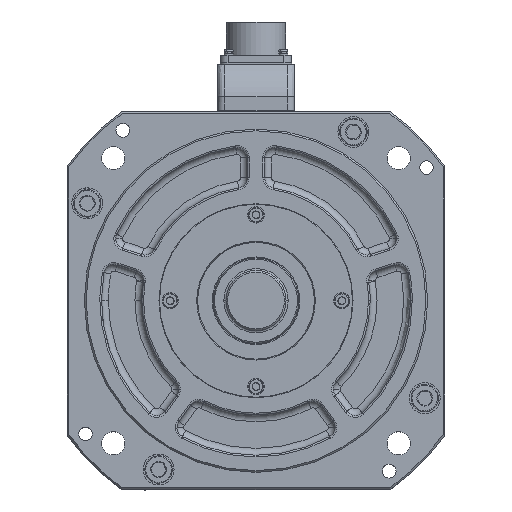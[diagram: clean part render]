
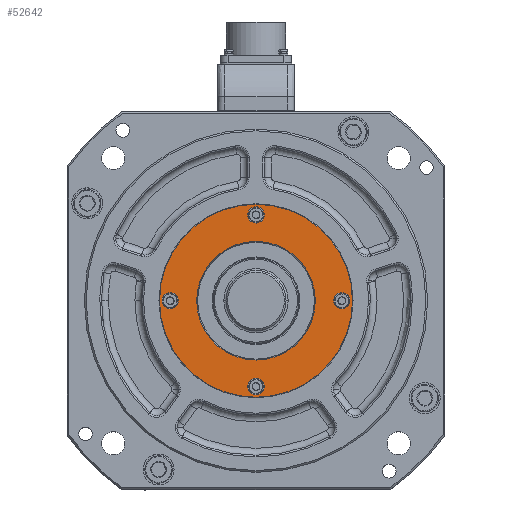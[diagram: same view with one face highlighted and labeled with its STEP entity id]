
A CAD part, top view. The second image highlights one B-rep face of the part: STEP entity #52642.
In plain terms, the highlighted planar face has unit normal (0, 0, 1).
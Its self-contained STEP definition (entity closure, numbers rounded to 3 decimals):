
#515 = DIRECTION ( 'NONE',  ( -1., 0., 0. ) ) ;
#517 = FACE_OUTER_BOUND ( 'NONE', #101415, .T. ) ;
#529 = FACE_BOUND ( 'NONE', #101445, .T. ) ;
#539 = FACE_BOUND ( 'NONE', #101341, .T. ) ;
#549 = CARTESIAN_POINT ( 'NONE',  ( 0., 34.546, 24. ) ) ;
#560 = PLANE ( 'NONE',  #101874 ) ;
#562 = FACE_BOUND ( 'NONE', #101355, .T. ) ;
#571 = DIRECTION ( 'NONE',  ( 0., 0., -1. ) ) ;
#582 = FACE_BOUND ( 'NONE', #101339, .T. ) ;
#586 = FACE_BOUND ( 'NONE', #101456, .T. ) ;
#5021 = VERTEX_POINT ( 'NONE', #50344 ) ;
#5041 = VERTEX_POINT ( 'NONE', #50468 ) ;
#5058 = VERTEX_POINT ( 'NONE', #50401 ) ;
#5088 = VERTEX_POINT ( 'NONE', #50452 ) ;
#5094 = VERTEX_POINT ( 'NONE', #50411 ) ;
#5153 = VERTEX_POINT ( 'NONE', #50526 ) ;
#5158 = VERTEX_POINT ( 'NONE', #50498 ) ;
#5176 = VERTEX_POINT ( 'NONE', #50509 ) ;
#5185 = VERTEX_POINT ( 'NONE', #50512 ) ;
#5220 = VERTEX_POINT ( 'NONE', #50547 ) ;
#5242 = VERTEX_POINT ( 'NONE', #50604 ) ;
#5294 = VERTEX_POINT ( 'NONE', #50611 ) ;
#47037 = DIRECTION ( 'NONE',  ( 1., 0., 0. ) ) ;
#47043 = CARTESIAN_POINT ( 'NONE',  ( 0., 0., 24. ) ) ;
#47066 = CARTESIAN_POINT ( 'NONE',  ( 0., -50., 24. ) ) ;
#47075 = DIRECTION ( 'NONE',  ( 0., 0., 1. ) ) ;
#47083 = DIRECTION ( 'NONE',  ( 0., 0., 1. ) ) ;
#47096 = DIRECTION ( 'NONE',  ( 1., 0., 0. ) ) ;
#47159 = DIRECTION ( 'NONE',  ( 1., 0., 0. ) ) ;
#47170 = CARTESIAN_POINT ( 'NONE',  ( 0., 50., 24. ) ) ;
#47173 = CARTESIAN_POINT ( 'NONE',  ( 0., 50., 24. ) ) ;
#47175 = DIRECTION ( 'NONE',  ( 0., 0., 1. ) ) ;
#47177 = DIRECTION ( 'NONE',  ( 0., 0., 1. ) ) ;
#47182 = DIRECTION ( 'NONE',  ( 1., 0., 0. ) ) ;
#47185 = CARTESIAN_POINT ( 'NONE',  ( 0., 0., 24. ) ) ;
#47186 = DIRECTION ( 'NONE',  ( 0., 0., 1. ) ) ;
#47215 = DIRECTION ( 'NONE',  ( 1., 0., 0. ) ) ;
#50344 = CARTESIAN_POINT ( 'NONE',  ( 45.25, 0., 24. ) ) ;
#50401 = CARTESIAN_POINT ( 'NONE',  ( -4.75, -50., 24. ) ) ;
#50411 = CARTESIAN_POINT ( 'NONE',  ( 54.75, 0., 24. ) ) ;
#50452 = CARTESIAN_POINT ( 'NONE',  ( 4.75, -50., 24. ) ) ;
#50468 = CARTESIAN_POINT ( 'NONE',  ( 56.2, 0., 24. ) ) ;
#50498 = CARTESIAN_POINT ( 'NONE',  ( -34.546, 0., 24. ) ) ;
#50509 = CARTESIAN_POINT ( 'NONE',  ( -4.75, 50., 24. ) ) ;
#50512 = CARTESIAN_POINT ( 'NONE',  ( 4.75, 50., 24. ) ) ;
#50526 = CARTESIAN_POINT ( 'NONE',  ( 34.546, 0., 24. ) ) ;
#50547 = CARTESIAN_POINT ( 'NONE',  ( -54.75, 0., 24. ) ) ;
#50604 = CARTESIAN_POINT ( 'NONE',  ( -45.25, 0., 24. ) ) ;
#50611 = CARTESIAN_POINT ( 'NONE',  ( -56.2, 0., 24. ) ) ;
#52642 = ADVANCED_FACE ( 'NONE', ( #529, #539, #562, #582, #586, #517 ), #560, .F. ) ;
#62001 = DIRECTION ( 'NONE',  ( 1., 0., 0. ) ) ;
#62002 = DIRECTION ( 'NONE',  ( 0., 0., 1. ) ) ;
#62025 = CARTESIAN_POINT ( 'NONE',  ( 0., 0., 24. ) ) ;
#67659 = EDGE_CURVE ( 'NONE', #5158, #5153, #78091, .T. ) ;
#71178 = ORIENTED_EDGE ( 'NONE', *, *, #67659, .F. ) ;
#71204 = ORIENTED_EDGE ( 'NONE', *, *, #101637, .F. ) ;
#71210 = ORIENTED_EDGE ( 'NONE', *, *, #101649, .T. ) ;
#71220 = ORIENTED_EDGE ( 'NONE', *, *, #101506, .F. ) ;
#71232 = ORIENTED_EDGE ( 'NONE', *, *, #101675, .F. ) ;
#71266 = ORIENTED_EDGE ( 'NONE', *, *, #101712, .T. ) ;
#71282 = ORIENTED_EDGE ( 'NONE', *, *, #101725, .F. ) ;
#71295 = ORIENTED_EDGE ( 'NONE', *, *, #101635, .F. ) ;
#71360 = ORIENTED_EDGE ( 'NONE', *, *, #101450, .F. ) ;
#71363 = ORIENTED_EDGE ( 'NONE', *, *, #101705, .F. ) ;
#71365 = ORIENTED_EDGE ( 'NONE', *, *, #101609, .F. ) ;
#71374 = ORIENTED_EDGE ( 'NONE', *, *, #101666, .F. ) ;
#78091 = CIRCLE ( 'NONE', #78132, 34.546 ) ;
#78132 = AXIS2_PLACEMENT_3D ( 'NONE', #62025, #62002, #62001 ) ;
#96376 = AXIS2_PLACEMENT_3D ( 'NONE', #100759, #100821, #100770 ) ;
#96393 = CIRCLE ( 'NONE', #96376, 4.75 ) ;
#96406 = AXIS2_PLACEMENT_3D ( 'NONE', #100963, #100954, #100987 ) ;
#96437 = CIRCLE ( 'NONE', #96406, 4.75 ) ;
#96464 = CIRCLE ( 'NONE', #96516, 4.75 ) ;
#96478 = CIRCLE ( 'NONE', #96479, 56.2 ) ;
#96479 = AXIS2_PLACEMENT_3D ( 'NONE', #101460, #101420, #101428 ) ;
#96501 = AXIS2_PLACEMENT_3D ( 'NONE', #101310, #101285, #101297 ) ;
#96506 = CIRCLE ( 'NONE', #96501, 4.75 ) ;
#96511 = CIRCLE ( 'NONE', #96513, 4.75 ) ;
#96513 = AXIS2_PLACEMENT_3D ( 'NONE', #101363, #101441, #101356 ) ;
#96516 = AXIS2_PLACEMENT_3D ( 'NONE', #101404, #101433, #101359 ) ;
#96529 = AXIS2_PLACEMENT_3D ( 'NONE', #47066, #47083, #47037 ) ;
#96541 = AXIS2_PLACEMENT_3D ( 'NONE', #47170, #47177, #47159 ) ;
#96548 = AXIS2_PLACEMENT_3D ( 'NONE', #47185, #47186, #47182 ) ;
#96553 = AXIS2_PLACEMENT_3D ( 'NONE', #47043, #47075, #47096 ) ;
#96558 = CIRCLE ( 'NONE', #96541, 4.75 ) ;
#96560 = CIRCLE ( 'NONE', #96548, 56.2 ) ;
#96580 = CIRCLE ( 'NONE', #96529, 4.75 ) ;
#96582 = CIRCLE ( 'NONE', #96553, 34.546 ) ;
#96638 = CIRCLE ( 'NONE', #96640, 4.75 ) ;
#96640 = AXIS2_PLACEMENT_3D ( 'NONE', #47173, #47175, #47215 ) ;
#100759 = CARTESIAN_POINT ( 'NONE',  ( -50., 0., 24. ) ) ;
#100770 = DIRECTION ( 'NONE',  ( 1., 0., 0. ) ) ;
#100821 = DIRECTION ( 'NONE',  ( 0., 0., 1. ) ) ;
#100954 = DIRECTION ( 'NONE',  ( 0., 0., 1. ) ) ;
#100963 = CARTESIAN_POINT ( 'NONE',  ( 0., -50., 24. ) ) ;
#100987 = DIRECTION ( 'NONE',  ( 1., 0., 0. ) ) ;
#101285 = DIRECTION ( 'NONE',  ( 0., 0., 1. ) ) ;
#101297 = DIRECTION ( 'NONE',  ( 1., 0., 0. ) ) ;
#101310 = CARTESIAN_POINT ( 'NONE',  ( 50., 0., 24. ) ) ;
#101339 = EDGE_LOOP ( 'NONE', ( #71363, #71282 ) ) ;
#101341 = EDGE_LOOP ( 'NONE', ( #71295, #71365 ) ) ;
#101355 = EDGE_LOOP ( 'NONE', ( #71204, #71360 ) ) ;
#101356 = DIRECTION ( 'NONE',  ( 1., 0., 0. ) ) ;
#101359 = DIRECTION ( 'NONE',  ( 1., 0., 0. ) ) ;
#101363 = CARTESIAN_POINT ( 'NONE',  ( 50., 0., 24. ) ) ;
#101404 = CARTESIAN_POINT ( 'NONE',  ( -50., 0., 24. ) ) ;
#101415 = EDGE_LOOP ( 'NONE', ( #71210, #71266 ) ) ;
#101420 = DIRECTION ( 'NONE',  ( 0., 0., 1. ) ) ;
#101428 = DIRECTION ( 'NONE',  ( 1., 0., 0. ) ) ;
#101433 = DIRECTION ( 'NONE',  ( 0., 0., 1. ) ) ;
#101441 = DIRECTION ( 'NONE',  ( 0., 0., 1. ) ) ;
#101445 = EDGE_LOOP ( 'NONE', ( #71232, #71220 ) ) ;
#101450 = EDGE_CURVE ( 'NONE', #5220, #5242, #96393, .T. ) ;
#101456 = EDGE_LOOP ( 'NONE', ( #71374, #71178 ) ) ;
#101460 = CARTESIAN_POINT ( 'NONE',  ( 0., 0., 24. ) ) ;
#101506 = EDGE_CURVE ( 'NONE', #5058, #5088, #96437, .T. ) ;
#101609 = EDGE_CURVE ( 'NONE', #5021, #5094, #96506, .T. ) ;
#101635 = EDGE_CURVE ( 'NONE', #5094, #5021, #96511, .T. ) ;
#101637 = EDGE_CURVE ( 'NONE', #5242, #5220, #96464, .T. ) ;
#101649 = EDGE_CURVE ( 'NONE', #5294, #5041, #96478, .T. ) ;
#101666 = EDGE_CURVE ( 'NONE', #5153, #5158, #96582, .T. ) ;
#101675 = EDGE_CURVE ( 'NONE', #5088, #5058, #96580, .T. ) ;
#101705 = EDGE_CURVE ( 'NONE', #5185, #5176, #96558, .T. ) ;
#101712 = EDGE_CURVE ( 'NONE', #5041, #5294, #96560, .T. ) ;
#101725 = EDGE_CURVE ( 'NONE', #5176, #5185, #96638, .T. ) ;
#101874 = AXIS2_PLACEMENT_3D ( 'NONE', #549, #571, #515 ) ;
